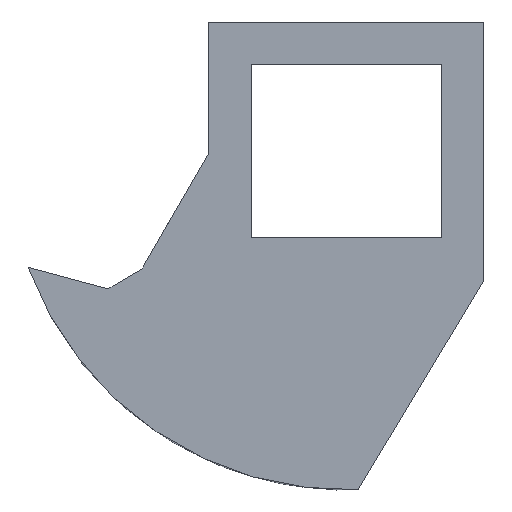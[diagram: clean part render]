
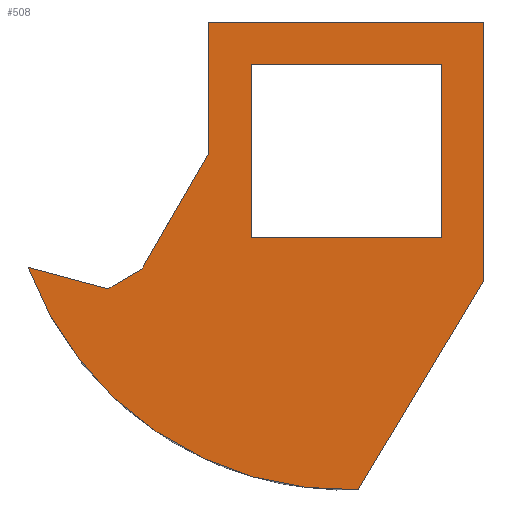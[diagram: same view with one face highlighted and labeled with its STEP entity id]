
A CAD part, top view. The second image highlights one B-rep face of the part: STEP entity #508.
In plain terms, the highlighted planar face has unit normal (0, 0, 1).
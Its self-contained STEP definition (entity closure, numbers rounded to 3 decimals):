
#16=FACE_BOUND('',#91,.T.);
#23=B_SPLINE_CURVE_WITH_KNOTS('',3,(#896,#897,#898,#899),.UNSPECIFIED.,
 .F.,.F.,(4,4),(0.,0.008),.UNSPECIFIED.);
#35=CIRCLE('',#539,16.);
#63=FACE_OUTER_BOUND('',#90,.T.);
#90=EDGE_LOOP('',(#449,#450,#451,#452,#453,#454,#455,#456,#457));
#91=EDGE_LOOP('',(#458,#459,#460,#461));
#115=LINE('',#866,#170);
#118=LINE('',#874,#173);
#130=LINE('',#922,#185);
#131=LINE('',#925,#186);
#134=LINE('',#931,#189);
#136=LINE('',#935,#191);
#138=LINE('',#939,#193);
#140=LINE('',#942,#195);
#142=LINE('',#947,#197);
#144=LINE('',#950,#199);
#146=LINE('',#954,#201);
#170=VECTOR('',#608,10.);
#173=VECTOR('',#617,10.);
#185=VECTOR('',#633,10.);
#186=VECTOR('',#636,10.);
#189=VECTOR('',#641,10.);
#191=VECTOR('',#645,10.);
#193=VECTOR('',#649,10.);
#195=VECTOR('',#653,10.);
#197=VECTOR('',#657,10.);
#199=VECTOR('',#661,10.);
#201=VECTOR('',#667,10.);
#228=VERTEX_POINT('',#863);
#229=VERTEX_POINT('',#865);
#230=VERTEX_POINT('',#869);
#231=VERTEX_POINT('',#873);
#232=VERTEX_POINT('',#895);
#241=VERTEX_POINT('',#920);
#242=VERTEX_POINT('',#924);
#243=VERTEX_POINT('',#928);
#244=VERTEX_POINT('',#930);
#245=VERTEX_POINT('',#934);
#246=VERTEX_POINT('',#938);
#247=VERTEX_POINT('',#944);
#248=VERTEX_POINT('',#946);
#285=EDGE_CURVE('',#228,#229,#115,.T.);
#288=EDGE_CURVE('',#228,#230,#35,.T.);
#289=EDGE_CURVE('',#231,#229,#118,.T.);
#291=EDGE_CURVE('',#232,#231,#23,.T.);
#303=EDGE_CURVE('',#230,#241,#130,.T.);
#304=EDGE_CURVE('',#232,#242,#131,.T.);
#307=EDGE_CURVE('',#244,#243,#134,.T.);
#309=EDGE_CURVE('',#245,#244,#136,.T.);
#311=EDGE_CURVE('',#246,#245,#138,.T.);
#313=EDGE_CURVE('',#243,#246,#140,.T.);
#315=EDGE_CURVE('',#248,#247,#142,.T.);
#317=EDGE_CURVE('',#241,#248,#144,.T.);
#319=EDGE_CURVE('',#247,#242,#146,.T.);
#449=ORIENTED_EDGE('',*,*,#288,.T.);
#450=ORIENTED_EDGE('',*,*,#303,.T.);
#451=ORIENTED_EDGE('',*,*,#317,.T.);
#452=ORIENTED_EDGE('',*,*,#315,.T.);
#453=ORIENTED_EDGE('',*,*,#319,.T.);
#454=ORIENTED_EDGE('',*,*,#304,.F.);
#455=ORIENTED_EDGE('',*,*,#291,.T.);
#456=ORIENTED_EDGE('',*,*,#289,.T.);
#457=ORIENTED_EDGE('',*,*,#285,.F.);
#458=ORIENTED_EDGE('',*,*,#313,.T.);
#459=ORIENTED_EDGE('',*,*,#311,.T.);
#460=ORIENTED_EDGE('',*,*,#309,.T.);
#461=ORIENTED_EDGE('',*,*,#307,.T.);
#482=PLANE('',#552);
#508=ADVANCED_FACE('',(#63,#16),#482,.T.);
#539=AXIS2_PLACEMENT_3D('',#871,#613,#614);
#552=AXIS2_PLACEMENT_3D('',#955,#668,#669);
#608=DIRECTION('',(0.966,-0.259,0.));
#613=DIRECTION('center_axis',(0.,0.,1.));
#614=DIRECTION('ref_axis',(0.,-1.,0.));
#617=DIRECTION('',(-0.866,-0.5,0.));
#633=DIRECTION('',(0.515,0.857,0.));
#636=DIRECTION('',(0.5,0.866,0.));
#641=DIRECTION('',(-1.,0.,0.));
#645=DIRECTION('',(0.,-1.,0.));
#649=DIRECTION('',(1.,0.,0.));
#653=DIRECTION('',(0.,1.,0.));
#657=DIRECTION('',(-1.,0.,0.));
#661=DIRECTION('',(0.,1.,0.));
#667=DIRECTION('',(0.,-1.,0.));
#668=DIRECTION('center_axis',(0.,0.,1.));
#669=DIRECTION('ref_axis',(1.,0.,0.));
#863=CARTESIAN_POINT('',(-10.529,-1.39,5.));
#865=CARTESIAN_POINT('',(-6.758,-2.4,5.));
#866=CARTESIAN_POINT('',(-10.856,-1.302,5.));
#869=CARTESIAN_POINT('',(5.058,-11.89,5.));
#871=CARTESIAN_POINT('Origin',(4.5,4.1,5.));
#873=CARTESIAN_POINT('',(-5.16,-1.477,5.));
#874=CARTESIAN_POINT('',(4.5,4.1,5.));
#895=CARTESIAN_POINT('',(-5.098,-1.366,5.));
#896=CARTESIAN_POINT('Ctrl Pts',(-5.098,-1.366,5.));
#897=CARTESIAN_POINT('Ctrl Pts',(-5.119,-1.403,5.));
#898=CARTESIAN_POINT('Ctrl Pts',(-5.14,-1.44,5.));
#899=CARTESIAN_POINT('Ctrl Pts',(-5.16,-1.477,5.));
#920=CARTESIAN_POINT('',(11.,-2.,5.));
#922=CARTESIAN_POINT('',(4.589,-12.67,5.));
#924=CARTESIAN_POINT('',(-2.,4.,5.));
#925=CARTESIAN_POINT('',(-4.598,-0.5,5.));
#928=CARTESIAN_POINT('',(0.,0.,5.));
#930=CARTESIAN_POINT('',(9.,0.,5.));
#931=CARTESIAN_POINT('',(0.,0.,5.));
#934=CARTESIAN_POINT('',(9.,8.2,5.));
#935=CARTESIAN_POINT('',(9.,0.,5.));
#938=CARTESIAN_POINT('',(0.,8.2,5.));
#939=CARTESIAN_POINT('',(9.,8.2,5.));
#942=CARTESIAN_POINT('',(0.,8.2,5.));
#944=CARTESIAN_POINT('',(-2.,10.2,5.));
#946=CARTESIAN_POINT('',(11.,10.2,5.));
#947=CARTESIAN_POINT('',(11.,10.2,5.));
#950=CARTESIAN_POINT('',(11.,-2.,5.));
#954=CARTESIAN_POINT('',(-2.,10.2,5.));
#955=CARTESIAN_POINT('Origin',(4.5,4.1,5.));
